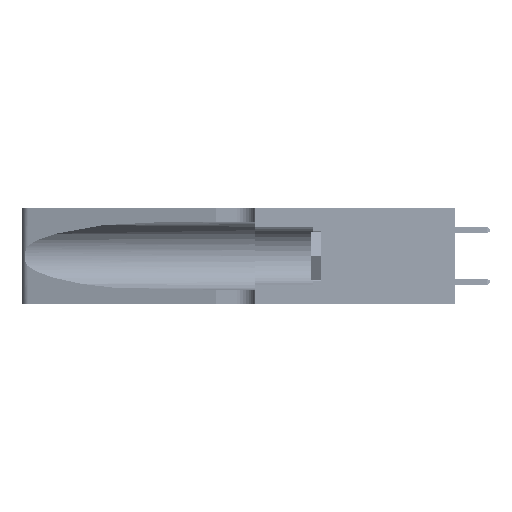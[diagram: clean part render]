
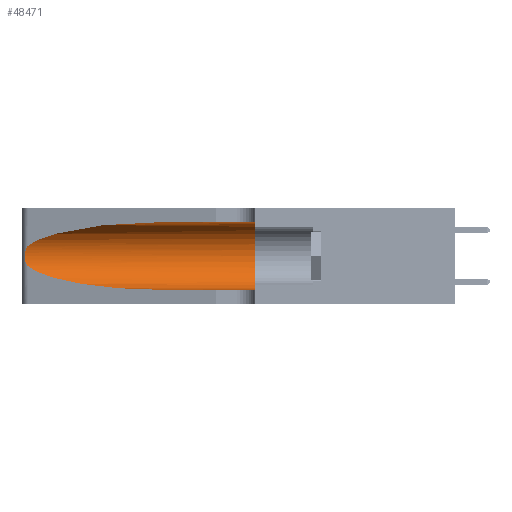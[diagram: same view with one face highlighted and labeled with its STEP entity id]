
A CAD part, left-side view. The second image highlights one B-rep face of the part: STEP entity #48471.
In plain terms, the highlighted cylindrical face has radius 3.308 mm (diameter 6.617 mm), a partial arc.
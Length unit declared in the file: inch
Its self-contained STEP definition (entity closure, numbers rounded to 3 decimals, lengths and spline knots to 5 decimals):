
#984 = CARTESIAN_POINT ( 'NONE',  ( 0.25487, 1.22718, 0.22369 ) ) ;
#1741 = EDGE_CURVE ( 'NONE', #37886, #30394, #20365, .T. ) ;
#2379 = DIRECTION ( 'NONE',  ( 0., -1., 0. ) ) ;
#2526 = CARTESIAN_POINT ( 'NONE',  ( 0.1305, 1.61858, 0.31525 ) ) ;
#3460 = CARTESIAN_POINT ( 'NONE',  ( 0.25854, 1.2359, 0.20912 ) ) ;
#4120 = CARTESIAN_POINT ( 'NONE',  ( 0.1305, 0.35, 0.185 ) ) ;
#4957 = CARTESIAN_POINT ( 'NONE',  ( 0.1305, 1.61858, 0.05475 ) ) ;
#5503 = EDGE_CURVE ( 'NONE', #30394, #18074, #25920, .T. ) ;
#6654 = DIRECTION ( 'NONE',  ( 0., 0., -1. ) ) ;
#6796 = DIRECTION ( 'NONE',  ( 0., -1., 0. ) ) ;
#7757 = CARTESIAN_POINT ( 'NONE',  ( 0.26075, 1.23896, 0.19203 ) ) ;
#8133 =( BOUNDED_CURVE ( )  B_SPLINE_CURVE ( 3, ( #26405, #39151, #13705, #43368 ),
 .UNSPECIFIED., .F., .F. ) 
 B_SPLINE_CURVE_WITH_KNOTS ( ( 4, 4 ),
 ( 3.44316, 4.71239 ),
 .UNSPECIFIED. ) 
 CURVE ( )  GEOMETRIC_REPRESENTATION_ITEM ( )  RATIONAL_B_SPLINE_CURVE ( ( 1., 0.87, 0.87, 1. ) ) 
 REPRESENTATION_ITEM ( '' )  );
#8394 = DIRECTION ( 'NONE',  ( 0., 0., 1. ) ) ;
#9884 = VERTEX_POINT ( 'NONE', #47234 ) ;
#11686 = CARTESIAN_POINT ( 'NONE',  ( 0.25487, 1.22718, 0.22369 ) ) ;
#12056 = CARTESIAN_POINT ( 'NONE',  ( 0.26017, 1.23833, 0.17102 ) ) ;
#12290 = CARTESIAN_POINT ( 'NONE',  ( 0.1305, 0.35, 0.31525 ) ) ;
#13705 = CARTESIAN_POINT ( 'NONE',  ( 0.18966, 0.96281, 0.05475 ) ) ;
#15611 = CYLINDRICAL_SURFACE ( 'NONE', #17178, 0.13025 ) ;
#16355 = CARTESIAN_POINT ( 'NONE',  ( 0.25789, 1.23486, 0.15765 ) ) ;
#16582 = ORIENTED_EDGE ( 'NONE', *, *, #23219, .T. ) ;
#16694 = CARTESIAN_POINT ( 'NONE',  ( 0.1305, 0.72297, 0.05475 ) ) ;
#17178 = AXIS2_PLACEMENT_3D ( 'NONE', #36244, #2379, #6654 ) ;
#17982 = CARTESIAN_POINT ( 'NONE',  ( 0.1305, 0.72297, 0.31525 ) ) ;
#18074 = VERTEX_POINT ( 'NONE', #28964 ) ;
#18176 = VERTEX_POINT ( 'NONE', #16694 ) ;
#20365 = LINE ( 'NONE', #2526, #41552 ) ;
#20453 = CARTESIAN_POINT ( 'NONE',  ( 0.25555, 1.22994, 0.2215 ) ) ;
#20591 = ORIENTED_EDGE ( 'NONE', *, *, #40251, .T. ) ;
#20634 = CARTESIAN_POINT ( 'NONE',  ( 0.25555, 1.22993, 0.14849 ) ) ;
#21892 = ORIENTED_EDGE ( 'NONE', *, *, #48932, .T. ) ;
#23219 = EDGE_CURVE ( 'NONE', #37886, #9884, #32012, .T. ) ;
#24612 = EDGE_CURVE ( 'NONE', #18176, #18074, #53622, .T. ) ;
#25473 = EDGE_LOOP ( 'NONE', ( #16582, #20591, #21892, #33195, #47019, #37184 ) ) ;
#25920 = CIRCLE ( 'NONE', #29231, 0.13025 ) ;
#26405 = CARTESIAN_POINT ( 'NONE',  ( 0.25487, 1.22718, 0.14631 ) ) ;
#26534 = CARTESIAN_POINT ( 'NONE',  ( 0.2373, 1.15595, 0.28018 ) ) ;
#26941 = FACE_OUTER_BOUND ( 'NONE', #25473, .T. ) ;
#28964 = CARTESIAN_POINT ( 'NONE',  ( 0.1305, 0.35, 0.05475 ) ) ;
#28986 = CARTESIAN_POINT ( 'NONE',  ( 0.25787, 1.23484, 0.2124 ) ) ;
#29231 = AXIS2_PLACEMENT_3D ( 'NONE', #4120, #33897, #8394 ) ;
#30394 = VERTEX_POINT ( 'NONE', #12290 ) ;
#32012 =( BOUNDED_CURVE ( )  B_SPLINE_CURVE ( 3, ( #17982, #39091, #26534, #984 ),
 .UNSPECIFIED., .F., .T. ) 
 B_SPLINE_CURVE_WITH_KNOTS ( ( 4, 4 ),
 ( 1.5708, 2.84003 ),
 .UNSPECIFIED. ) 
 CURVE ( )  GEOMETRIC_REPRESENTATION_ITEM ( )  RATIONAL_B_SPLINE_CURVE ( ( 1., 0.87, 0.87, 1. ) ) 
 REPRESENTATION_ITEM ( '' )  );
#32934 = CARTESIAN_POINT ( 'NONE',  ( 0.25487, 1.22718, 0.14631 ) ) ;
#33195 = ORIENTED_EDGE ( 'NONE', *, *, #24612, .T. ) ;
#33241 = CARTESIAN_POINT ( 'NONE',  ( 0.26018, 1.23835, 0.19895 ) ) ;
#33897 = DIRECTION ( 'NONE',  ( 0., 1., 0. ) ) ;
#36244 = CARTESIAN_POINT ( 'NONE',  ( 0.1305, 1.61858, 0.185 ) ) ;
#37184 = ORIENTED_EDGE ( 'NONE', *, *, #1741, .F. ) ;
#37504 = CARTESIAN_POINT ( 'NONE',  ( 0.26075, 1.23896, 0.178 ) ) ;
#37796 = B_SPLINE_CURVE_WITH_KNOTS ( 'NONE', 3,
 ( #11686, #20453, #54149, #28986, #3460, #33241, #7757, #37504, #12056, #41728, #16355, #45932, #20634, #50127 ),
 .UNSPECIFIED., .F., .F.,
 ( 4, 2, 2, 2, 2, 2, 4 ),
 ( 0., 0.00027, 0.00053, 0.00107, 0.0016, 0.00187, 0.00214 ),
 .UNSPECIFIED. ) ;
#37886 = VERTEX_POINT ( 'NONE', #51109 ) ;
#39091 = CARTESIAN_POINT ( 'NONE',  ( 0.18966, 0.96281, 0.31525 ) ) ;
#39151 = CARTESIAN_POINT ( 'NONE',  ( 0.2373, 1.15595, 0.08982 ) ) ;
#39517 = VERTEX_POINT ( 'NONE', #32934 ) ;
#39889 = VECTOR ( 'NONE', #51574, 39.37008 ) ;
#40251 = EDGE_CURVE ( 'NONE', #9884, #39517, #37796, .T. ) ;
#41552 = VECTOR ( 'NONE', #6796, 39.37008 ) ;
#41728 = CARTESIAN_POINT ( 'NONE',  ( 0.25856, 1.23593, 0.16098 ) ) ;
#43368 = CARTESIAN_POINT ( 'NONE',  ( 0.1305, 0.72297, 0.05475 ) ) ;
#45932 = CARTESIAN_POINT ( 'NONE',  ( 0.25639, 1.23186, 0.15144 ) ) ;
#47019 = ORIENTED_EDGE ( 'NONE', *, *, #5503, .F. ) ;
#47234 = CARTESIAN_POINT ( 'NONE',  ( 0.25487, 1.22718, 0.22369 ) ) ;
#48471 = ADVANCED_FACE ( 'NONE', ( #26941 ), #15611, .F. ) ;
#48932 = EDGE_CURVE ( 'NONE', #39517, #18176, #8133, .T. ) ;
#50127 = CARTESIAN_POINT ( 'NONE',  ( 0.25487, 1.22718, 0.14631 ) ) ;
#51109 = CARTESIAN_POINT ( 'NONE',  ( 0.1305, 0.72297, 0.31525 ) ) ;
#51574 = DIRECTION ( 'NONE',  ( 0., -1., 0. ) ) ;
#53622 = LINE ( 'NONE', #4957, #39889 ) ;
#54149 = CARTESIAN_POINT ( 'NONE',  ( 0.25639, 1.23184, 0.21858 ) ) ;
